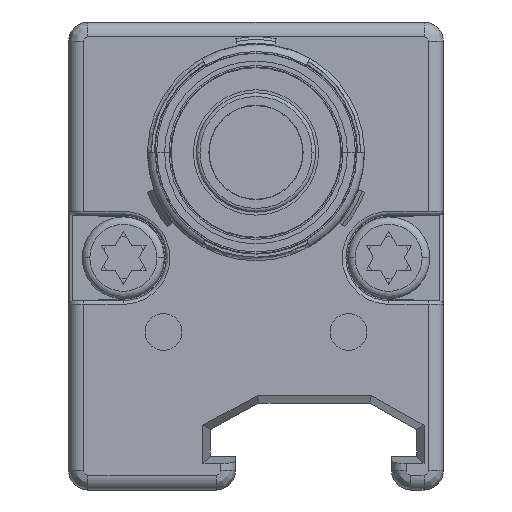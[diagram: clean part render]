
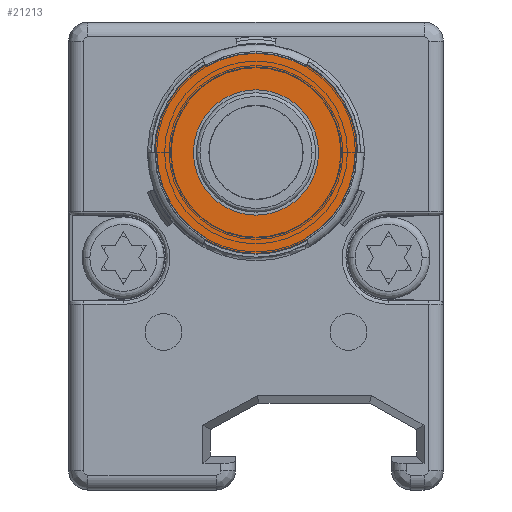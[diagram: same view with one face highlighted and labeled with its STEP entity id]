
A CAD part, front view. The second image highlights one B-rep face of the part: STEP entity #21213.
In plain terms, the highlighted planar face has unit normal (0, -1, 0).
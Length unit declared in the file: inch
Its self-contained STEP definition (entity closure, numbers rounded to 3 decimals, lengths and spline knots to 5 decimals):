
#6265=CARTESIAN_POINT('',(0.,-0.98425,0.90157));
#6266=DIRECTION('',(0.,-1.,0.));
#6267=DIRECTION('',(0.5,0.,-0.866));
#6268=AXIS2_PLACEMENT_3D('',#6265,#6266,#6267);
#6303=DIRECTION('',(-1.,0.,0.001));
#6304=VECTOR('',#6303,0.00492);
#6305=CARTESIAN_POINT('',(-0.26476,-0.98425,
0.90172));
#6306=LINE('',#6305,#6304);
#6307=CARTESIAN_POINT('',(0.,-0.98425,0.90157));
#6308=DIRECTION('',(0.,-1.,0.));
#6309=DIRECTION('',(-0.5,0.,0.866));
#6310=AXIS2_PLACEMENT_3D('',#6307,#6308,#6309);
#6312=DIRECTION('',(-0.501,0.,0.866));
#6313=VECTOR('',#6312,0.00492);
#6314=CARTESIAN_POINT('',(-0.13238,-0.98425,
1.13087));
#6315=LINE('',#6314,#6313);
#6316=DIRECTION('',(0.499,0.,0.866));
#6317=VECTOR('',#6316,0.00492);
#6318=CARTESIAN_POINT('',(0.13238,-0.98425,
1.13087));
#6319=LINE('',#6318,#6317);
#6320=CARTESIAN_POINT('',(0.,-0.98425,0.90157));
#6321=DIRECTION('',(0.,-1.,0.));
#6322=DIRECTION('',(1.,0.,0.));
#6323=AXIS2_PLACEMENT_3D('',#6320,#6321,#6322);
#6325=DIRECTION('',(1.,0.,0.));
#6326=VECTOR('',#6325,0.00492);
#6327=CARTESIAN_POINT('',(0.26476,-0.98425,
0.90157));
#6328=LINE('',#6327,#6326);
#6329=DIRECTION('',(0.501,0.,-0.866));
#6330=VECTOR('',#6329,0.00492);
#6331=CARTESIAN_POINT('',(0.13238,-0.98425,
0.67228));
#6332=LINE('',#6331,#6330);
#6333=CARTESIAN_POINT('',(0.,-0.98425,0.90157));
#6334=DIRECTION('',(0.,-1.,0.));
#6335=DIRECTION('',(-0.5,0.,-0.866));
#6336=AXIS2_PLACEMENT_3D('',#6333,#6334,#6335);
#6338=DIRECTION('',(-0.501,0.,-0.866));
#6339=VECTOR('',#6338,0.00492);
#6340=CARTESIAN_POINT('',(-0.13238,-0.98425,
0.67228));
#6341=LINE('',#6340,#6339);
#6342=CARTESIAN_POINT('',(0.,-0.98425,0.90157));
#6343=DIRECTION('',(0.,-1.,0.));
#6344=DIRECTION('',(-0.866,0.,0.5));
#6345=AXIS2_PLACEMENT_3D('',#6342,#6343,#6344);
#6347=CARTESIAN_POINT('',(0.,-0.98425,0.90157));
#6348=DIRECTION('',(0.,-1.,0.));
#6349=DIRECTION('',(0.866,0.,-0.5));
#6350=AXIS2_PLACEMENT_3D('',#6347,#6348,#6349);
#6352=CARTESIAN_POINT('',(0.,-0.98425,0.90157));
#6353=DIRECTION('',(0.,-1.,0.));
#6354=DIRECTION('',(-1.,0.,0.001));
#6355=AXIS2_PLACEMENT_3D('',#6352,#6353,#6354);
#6737=CARTESIAN_POINT('',(0.,-0.98425,0.90157));
#6738=DIRECTION('',(0.,-1.,0.));
#6739=DIRECTION('',(0.5,0.,0.866));
#6740=AXIS2_PLACEMENT_3D('',#6737,#6738,#6739);
#12923=CARTESIAN_POINT('',(0.13484,-0.98425,
1.13513));
#12925=VERTEX_POINT('',#12923);
#12927=CARTESIAN_POINT('',(0.13238,-0.98425,
0.67228));
#12928=CARTESIAN_POINT('',(0.13484,-0.98425,
0.66802));
#12929=VERTEX_POINT('',#12927);
#12930=VERTEX_POINT('',#12928);
#12935=CARTESIAN_POINT('',(0.26476,-0.98425,
0.90157));
#12936=CARTESIAN_POINT('',(0.26968,-0.98425,
0.90157));
#12937=VERTEX_POINT('',#12935);
#12938=VERTEX_POINT('',#12936);
#12951=CARTESIAN_POINT('',(-0.13484,-0.98425,
0.66802));
#12952=VERTEX_POINT('',#12951);
#12963=CARTESIAN_POINT('',(0.13238,-0.98425,
1.13087));
#12964=VERTEX_POINT('',#12963);
#12967=CARTESIAN_POINT('',(-0.13238,-0.98425,
1.13087));
#12968=CARTESIAN_POINT('',(-0.13484,-0.98425,
1.13513));
#12969=VERTEX_POINT('',#12967);
#12970=VERTEX_POINT('',#12968);
#12999=CARTESIAN_POINT('',(-0.14491,-0.98425,
0.98524));
#13000=CARTESIAN_POINT('',(0.14491,-0.98425,
0.81791));
#13001=VERTEX_POINT('',#12999);
#13002=VERTEX_POINT('',#13000);
#13011=CARTESIAN_POINT('',(-0.26476,-0.98425,
0.90172));
#13012=CARTESIAN_POINT('',(-0.26968,-0.98425,
0.90172));
#13013=VERTEX_POINT('',#13011);
#13014=VERTEX_POINT('',#13012);
#13019=CARTESIAN_POINT('',(-0.13238,-0.98425,
0.67228));
#13020=VERTEX_POINT('',#13019);
#21178=CARTESIAN_POINT('',(0.,-0.98425,0.90157));
#21179=DIRECTION('',(0.,-1.,0.));
#21180=DIRECTION('',(-0.5,0.,-0.866));
#21181=AXIS2_PLACEMENT_3D('',#21178,#21179,#21180);
#21182=PLANE('',#21181);
#21184=ORIENTED_EDGE('',*,*,#21183,.F.);
#21186=ORIENTED_EDGE('',*,*,#21185,.T.);
#21188=ORIENTED_EDGE('',*,*,#21187,.F.);
#21190=ORIENTED_EDGE('',*,*,#21189,.F.);
#21192=ORIENTED_EDGE('',*,*,#21191,.F.);
#21194=ORIENTED_EDGE('',*,*,#21193,.T.);
#21196=ORIENTED_EDGE('',*,*,#21195,.F.);
#21198=ORIENTED_EDGE('',*,*,#21197,.F.);
#21199=ORIENTED_EDGE('',*,*,#21108,.F.);
#21200=ORIENTED_EDGE('',*,*,#21168,.T.);
#21202=ORIENTED_EDGE('',*,*,#21201,.F.);
#21204=ORIENTED_EDGE('',*,*,#21203,.F.);
#21205=EDGE_LOOP('',(#21184,#21186,#21188,#21190,#21192,#21194,#21196,#21198,
#21199,#21200,#21202,#21204));
#21206=FACE_OUTER_BOUND('',#21205,.F.);
#21208=ORIENTED_EDGE('',*,*,#21207,.T.);
#21210=ORIENTED_EDGE('',*,*,#21209,.T.);
#21211=EDGE_LOOP('',(#21208,#21210));
#21212=FACE_BOUND('',#21211,.F.);
#21213=ADVANCED_FACE('',(#21206,#21212),#21182,.T.);
#6269=CIRCLE('',#6268,0.26476);
#6311=CIRCLE('',#6310,0.26969);
#6324=CIRCLE('',#6323,0.26969);
#6337=CIRCLE('',#6336,0.26969);
#6346=CIRCLE('',#6345,0.16732);
#6351=CIRCLE('',#6350,0.16732);
#6356=CIRCLE('',#6355,0.26476);
#6741=CIRCLE('',#6740,0.26476);
#21108=EDGE_CURVE('',#12929,#12937,#6269,.T.);
#21168=EDGE_CURVE('',#12929,#12930,#6332,.T.);
#21183=EDGE_CURVE('',#13013,#13020,#6356,.T.);
#21185=EDGE_CURVE('',#13013,#13014,#6306,.T.);
#21187=EDGE_CURVE('',#12970,#13014,#6311,.T.);
#21189=EDGE_CURVE('',#12969,#12970,#6315,.T.);
#21191=EDGE_CURVE('',#12964,#12969,#6741,.T.);
#21193=EDGE_CURVE('',#12964,#12925,#6319,.T.);
#21195=EDGE_CURVE('',#12938,#12925,#6324,.T.);
#21197=EDGE_CURVE('',#12937,#12938,#6328,.T.);
#21201=EDGE_CURVE('',#12952,#12930,#6337,.T.);
#21203=EDGE_CURVE('',#13020,#12952,#6341,.T.);
#21207=EDGE_CURVE('',#13001,#13002,#6346,.T.);
#21209=EDGE_CURVE('',#13002,#13001,#6351,.T.);
